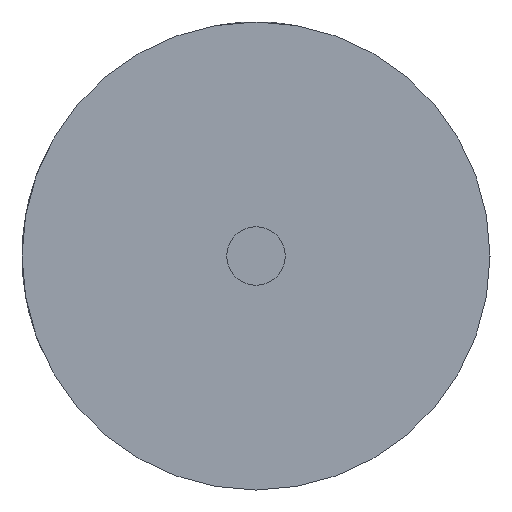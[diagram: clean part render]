
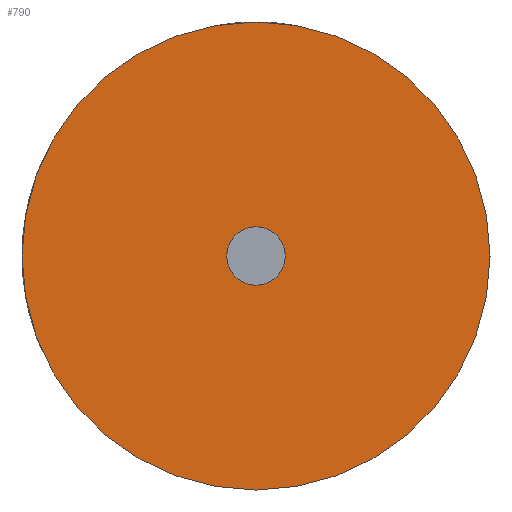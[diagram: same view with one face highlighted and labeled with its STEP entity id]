
A CAD part, left-side view. The second image highlights one B-rep face of the part: STEP entity #790.
In plain terms, the highlighted planar face has unit normal (-1, 0, 0).
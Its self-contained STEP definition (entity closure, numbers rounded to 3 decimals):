
#297=CARTESIAN_POINT('POINT21',(185.42,177.8,187.325));
#298=VERTEX_POINT('VERTEX21',#297);
#306=CARTESIAN_POINT('POINT22',(185.42,177.8,206.375));
#307=VERTEX_POINT('VERTEX22',#306);
#314=CARTESIAN_POINT('POS38',(185.42,177.8,196.85));
#315=DIRECTION('DIR65',(1.,0.,0.));
#316=DIRECTION('DIR66',(0.,0.,-1.));
#317=AXIS2_PLACEMENT_3D('AXIS28',#314,#315,#316);
#318=CIRCLE('ELLIPSE17',#317,9.525);
#319=EDGE_CURVE('EDGE27',#298,#307,#318,.T.);
#332=CARTESIAN_POINT('POS40',(185.42,177.8,196.85));
#333=DIRECTION('DIR69',(1.,0.,0.));
#334=DIRECTION('DIR70',(0.,0.,1.));
#335=AXIS2_PLACEMENT_3D('AXIS30',#332,#333,#334);
#336=CIRCLE('ELLIPSE18',#335,9.525);
#337=EDGE_CURVE('EDGE28',#307,#298,#336,.T.);
#761=CARTESIAN_POINT('POINT45',(185.42,177.8,120.65));
#762=VERTEX_POINT('VERTEX45',#761);
#763=CARTESIAN_POINT('POINT46',(185.42,177.8,273.05));
#764=VERTEX_POINT('VERTEX46',#763);
#765=CARTESIAN_POINT('POS91',(185.42,177.8,196.85));
#766=DIRECTION('DIR153',(-1.,0.,0.));
#767=DIRECTION('DIR154',(0.,0.,-1.));
#768=AXIS2_PLACEMENT_3D('AXIS63',#765,#766,#767);
#769=CIRCLE('ELLIPSE35',#768,76.2);
#770=EDGE_CURVE('EDGE63',#762,#764,#769,.T.);
#771=ORIENTED_EDGE('COEDGE101',*,*,#770,.T.);
#772=CARTESIAN_POINT('POS92',(185.42,177.8,196.85));
#773=DIRECTION('DIR155',(-1.,0.,0.));
#774=DIRECTION('DIR156',(0.,0.,1.));
#775=AXIS2_PLACEMENT_3D('AXIS64',#772,#773,#774);
#776=CIRCLE('ELLIPSE36',#775,76.2);
#777=EDGE_CURVE('EDGE64',#764,#762,#776,.T.);
#778=ORIENTED_EDGE('COEDGE102',*,*,#777,.T.);
#779=EDGE_LOOP('NONE',(#771,#778));
#780=FACE_BOUND('LOOP1',#779,.T.);
#781=ORIENTED_EDGE('COEDGE103',*,*,#337,.T.);
#782=ORIENTED_EDGE('COEDGE104',*,*,#319,.T.);
#783=EDGE_LOOP('NONE',(#781,#782));
#784=FACE_BOUND('LOOP1',#783,.T.);
#785=CARTESIAN_POINT('POS93',(185.42,0.,0.));
#786=DIRECTION('DIR157',(1.,0.,0.));
#787=DIRECTION('DIR158',(0.,1.,0.));
#788=AXIS2_PLACEMENT_3D('AXIS65',#785,#786,#787);
#789=PLANE('PLANE17',#788);
#790=ADVANCED_FACE('FACE29',(#780,#784),#789,.F.);
